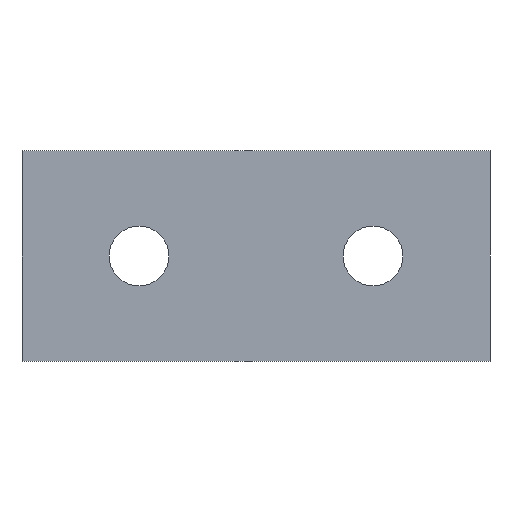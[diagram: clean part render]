
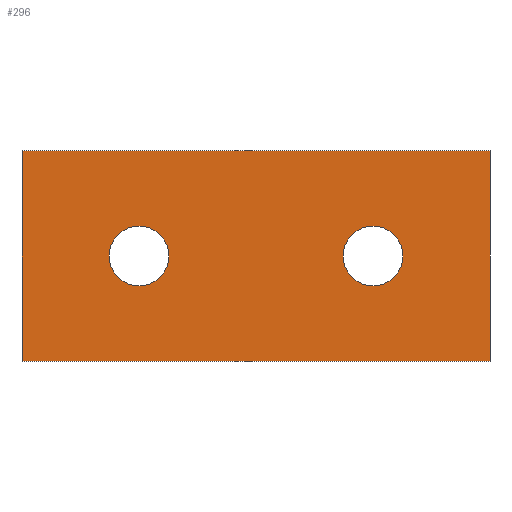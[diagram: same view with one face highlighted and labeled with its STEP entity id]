
A CAD part, front view. The second image highlights one B-rep face of the part: STEP entity #296.
In plain terms, the highlighted planar face has unit normal (0, -1, 0).
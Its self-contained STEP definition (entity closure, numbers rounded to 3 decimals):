
#15 = CIRCLE ( 'NONE', #159, 2.55 ) ;
#21 = CARTESIAN_POINT ( 'NONE',  ( -10., 0., 0. ) ) ;
#28 = EDGE_CURVE ( 'NONE', #215, #208, #135, .T. ) ;
#33 = FACE_BOUND ( 'NONE', #151, .T. ) ;
#36 = CARTESIAN_POINT ( 'NONE',  ( 20., 0., -9. ) ) ;
#38 = CIRCLE ( 'NONE', #346, 2.55 ) ;
#40 = FACE_OUTER_BOUND ( 'NONE', #161, .T. ) ;
#42 = DIRECTION ( 'NONE',  ( 0., 0., 1. ) ) ;
#43 = DIRECTION ( 'NONE',  ( 1., 0., 0. ) ) ;
#47 = DIRECTION ( 'NONE',  ( 0., 1., 0. ) ) ;
#55 = FACE_BOUND ( 'NONE', #164, .T. ) ;
#62 = EDGE_CURVE ( 'NONE', #208, #227, #145, .T. ) ;
#64 = CARTESIAN_POINT ( 'NONE',  ( 0., 0., 0. ) ) ;
#69 = VERTEX_POINT ( 'NONE', #210 ) ;
#70 = PLANE ( 'NONE',  #358 ) ;
#71 = DIRECTION ( 'NONE',  ( 0., 0., 1. ) ) ;
#73 = DIRECTION ( 'NONE',  ( 0., 1., 0. ) ) ;
#76 = EDGE_CURVE ( 'NONE', #289, #328, #142, .T. ) ;
#78 = DIRECTION ( 'NONE',  ( 0., 0., 1. ) ) ;
#83 = CARTESIAN_POINT ( 'NONE',  ( -10., 0., 0. ) ) ;
#85 = ORIENTED_EDGE ( 'NONE', *, *, #76, .T. ) ;
#96 = EDGE_CURVE ( 'NONE', #231, #69, #182, .T. ) ;
#107 = CARTESIAN_POINT ( 'NONE',  ( 10., 0., -2.55 ) ) ;
#112 = DIRECTION ( 'NONE',  ( 0., 1., 0. ) ) ;
#114 = EDGE_CURVE ( 'NONE', #227, #197, #138, .T. ) ;
#117 = VECTOR ( 'NONE', #169, 1000. ) ;
#131 = VECTOR ( 'NONE', #260, 1000. ) ;
#135 = LINE ( 'NONE', #276, #144 ) ;
#138 = LINE ( 'NONE', #36, #167 ) ;
#142 = CIRCLE ( 'NONE', #249, 2.55 ) ;
#144 = VECTOR ( 'NONE', #43, 1000. ) ;
#145 = LINE ( 'NONE', #224, #117 ) ;
#149 = DIRECTION ( 'NONE',  ( 0., 1., 0. ) ) ;
#151 = EDGE_LOOP ( 'NONE', ( #85, #209 ) ) ;
#155 = ORIENTED_EDGE ( 'NONE', *, *, #213, .F. ) ;
#158 = DIRECTION ( 'NONE',  ( 0., 0., -1. ) ) ;
#159 = AXIS2_PLACEMENT_3D ( 'NONE', #83, #73, #71 ) ;
#161 = EDGE_LOOP ( 'NONE', ( #155, #218, #282, #327 ) ) ;
#164 = EDGE_LOOP ( 'NONE', ( #193, #186 ) ) ;
#167 = VECTOR ( 'NONE', #207, 1000. ) ;
#169 = DIRECTION ( 'NONE',  ( 0., 0., -1. ) ) ;
#172 = LINE ( 'NONE', #284, #131 ) ;
#182 = CIRCLE ( 'NONE', #245, 2.55 ) ;
#186 = ORIENTED_EDGE ( 'NONE', *, *, #96, .T. ) ;
#193 = ORIENTED_EDGE ( 'NONE', *, *, #279, .T. ) ;
#197 = VERTEX_POINT ( 'NONE', #318 ) ;
#202 = CARTESIAN_POINT ( 'NONE',  ( 10., 0., 0. ) ) ;
#207 = DIRECTION ( 'NONE',  ( -1., 0., 0. ) ) ;
#208 = VERTEX_POINT ( 'NONE', #312 ) ;
#209 = ORIENTED_EDGE ( 'NONE', *, *, #326, .T. ) ;
#210 = CARTESIAN_POINT ( 'NONE',  ( -10., 0., -2.55 ) ) ;
#213 = EDGE_CURVE ( 'NONE', #197, #215, #172, .T. ) ;
#215 = VERTEX_POINT ( 'NONE', #263 ) ;
#218 = ORIENTED_EDGE ( 'NONE', *, *, #114, .F. ) ;
#224 = CARTESIAN_POINT ( 'NONE',  ( 20., 0., 9. ) ) ;
#227 = VERTEX_POINT ( 'NONE', #320 ) ;
#231 = VERTEX_POINT ( 'NONE', #256 ) ;
#245 = AXIS2_PLACEMENT_3D ( 'NONE', #21, #112, #78 ) ;
#249 = AXIS2_PLACEMENT_3D ( 'NONE', #202, #149, #158 ) ;
#256 = CARTESIAN_POINT ( 'NONE',  ( -10., 0., 2.55 ) ) ;
#260 = DIRECTION ( 'NONE',  ( 0., 0., 1. ) ) ;
#263 = CARTESIAN_POINT ( 'NONE',  ( -20., 0., 9. ) ) ;
#276 = CARTESIAN_POINT ( 'NONE',  ( 20., 0., 9. ) ) ;
#279 = EDGE_CURVE ( 'NONE', #69, #231, #15, .T. ) ;
#282 = ORIENTED_EDGE ( 'NONE', *, *, #62, .F. ) ;
#284 = CARTESIAN_POINT ( 'NONE',  ( -20., 0., 9. ) ) ;
#285 = CARTESIAN_POINT ( 'NONE',  ( 10., 0., 2.55 ) ) ;
#289 = VERTEX_POINT ( 'NONE', #107 ) ;
#296 = ADVANCED_FACE ( 'NONE', ( #55, #40, #33 ), #70, .F. ) ;
#305 = DIRECTION ( 'NONE',  ( 0., 1., 0. ) ) ;
#307 = DIRECTION ( 'NONE',  ( 0., 0., -1. ) ) ;
#310 = CARTESIAN_POINT ( 'NONE',  ( 10., 0., 0. ) ) ;
#312 = CARTESIAN_POINT ( 'NONE',  ( 20., 0., 9. ) ) ;
#318 = CARTESIAN_POINT ( 'NONE',  ( -20., 0., -9. ) ) ;
#320 = CARTESIAN_POINT ( 'NONE',  ( 20., 0., -9. ) ) ;
#326 = EDGE_CURVE ( 'NONE', #328, #289, #38, .T. ) ;
#327 = ORIENTED_EDGE ( 'NONE', *, *, #28, .F. ) ;
#328 = VERTEX_POINT ( 'NONE', #285 ) ;
#346 = AXIS2_PLACEMENT_3D ( 'NONE', #310, #305, #307 ) ;
#358 = AXIS2_PLACEMENT_3D ( 'NONE', #64, #47, #42 ) ;
